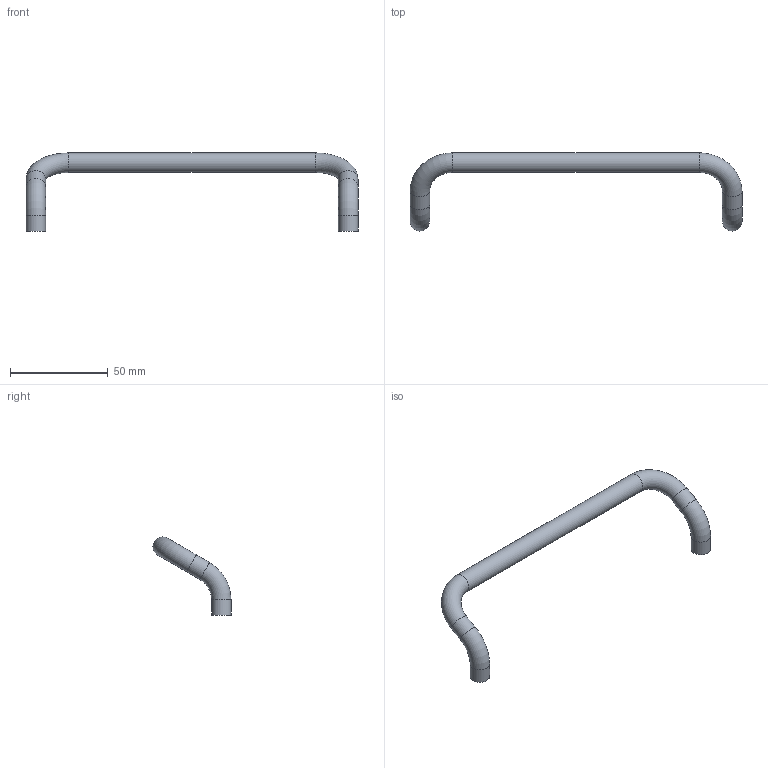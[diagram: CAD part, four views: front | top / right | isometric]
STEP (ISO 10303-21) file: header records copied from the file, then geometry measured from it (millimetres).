
FILE_DESCRIPTION(/* description */ ('KriTec Handgriff AL 160 gebogen, schwarz'),/* implementation_level */ '2;1');
FILE_NAME(/* name */ '11202_KriTec_Handgriff_AL_120_gebogen.stp',/* time_stamp */ '2018-05-22T09:59:35+02:00',/* author */ ('kostic'),/* organization */ (''),/* preprocessor_version */ 'ST-DEVELOPER v16.1',/* originating_system */ 'Autodesk Inventor 2016',/* authorisation */ '');
FILE_SCHEMA (('AUTOMOTIVE_DESIGN { 1 0 10303 214 3 1 1 }'));
Length unit declared in the file: millimetre
Products named in the file (1): 11202_KriTec_Handgriff_AL_120_gebogen
Bounding box: 170 x 40 x 40 mm (x, y, z)
Volume: 19351.7 mm3; surface area: 7897.7 mm2
Topology: 1 solids, 1 shells, 11 faces, 25 edges, 16 vertices
Faces by surface type: cylinder 5, torus 4, plane 2
Full cylindrical faces by diameter (mm): 10 x5
Entity records: 258 total; most frequent: DIRECTION 48, CARTESIAN_POINT 36, ORIENTED_EDGE 24, AXIS2_PLACEMENT_3D 24, EDGE_LOOP 20, CIRCLE 12, VERTEX_POINT 12, EDGE_CURVE 12
